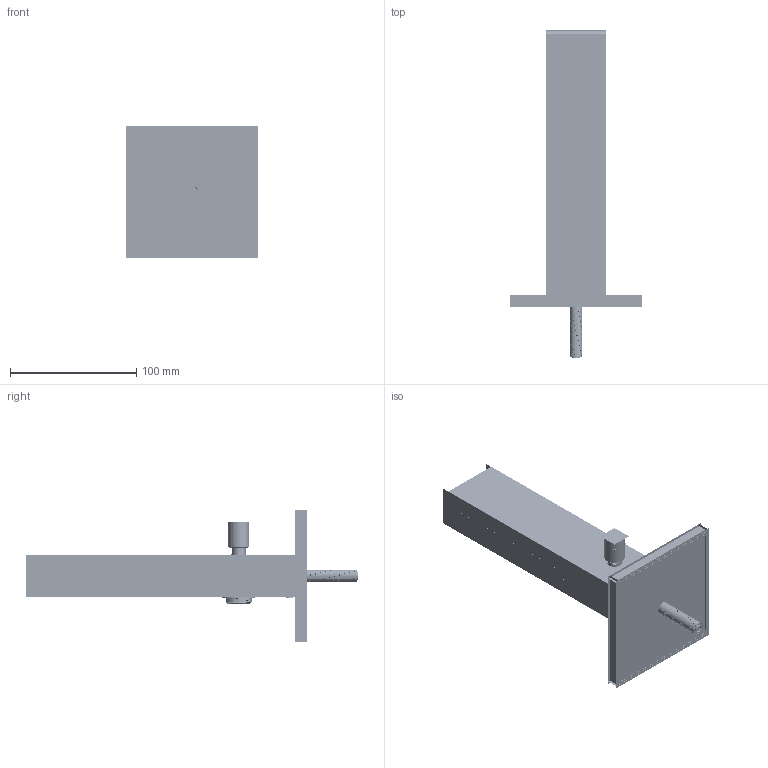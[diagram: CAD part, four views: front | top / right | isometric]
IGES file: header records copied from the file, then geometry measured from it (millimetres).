
Start section:  PTC IGES file: a42515_asm.igs
Global section: file name: a42515_asm.igs; native system: Creo Parametric by PTC Inc.; preprocessor: 2016380; author: zeynep.demirel; organization: Unknown; date: 20171005.101735; units: millimetre
Bounding box: 104 x 263.25 x 104 mm (x, y, z)
Surface area: 381349.4 mm2 (no closed solid volume)
Topology: 0 solids, 0 shells, 2181 faces, 30132 edges, 39598 vertices
Faces by surface type: revolution 1369, bspline 800, extrusion 12
